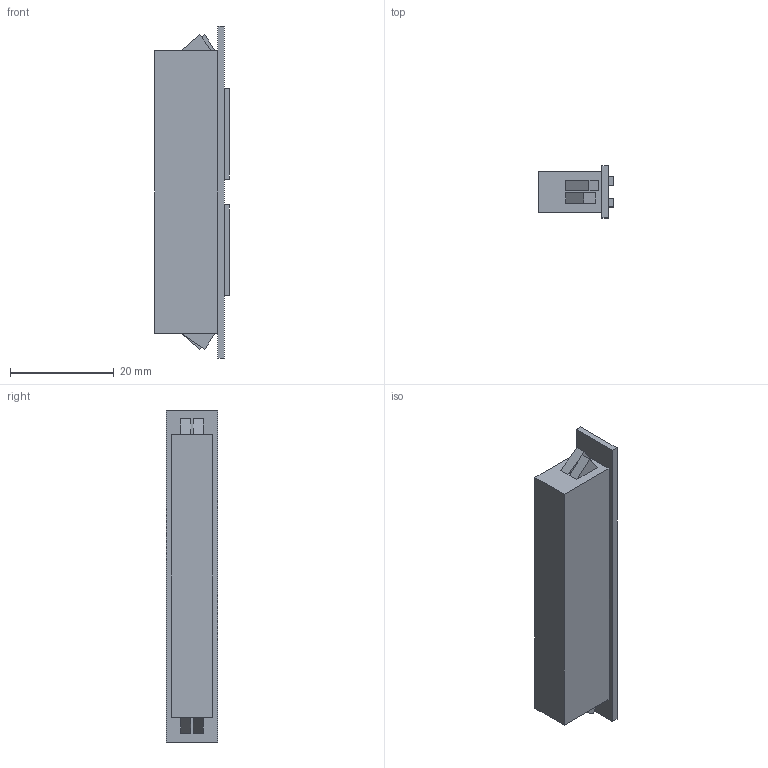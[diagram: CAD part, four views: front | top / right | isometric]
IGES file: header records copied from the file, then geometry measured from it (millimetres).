
Start section: SolidWorks IGES file using analytic representation for surfaces
Global section: file name: C-349N-1_.IGS,15; native system: HSolidWorks 2021; preprocessor: SolidWorks 2021; author: 0850ay; date: 230214.153007; units: millimetre
Bounding box: 14.4 x 10 x 64 mm (x, y, z)
Surface area: 3231.5 mm2 (no closed solid volume)
Topology: 0 solids, 0 shells, 47 faces, 216 edges, 216 vertices
Faces by surface type: bspline 47
